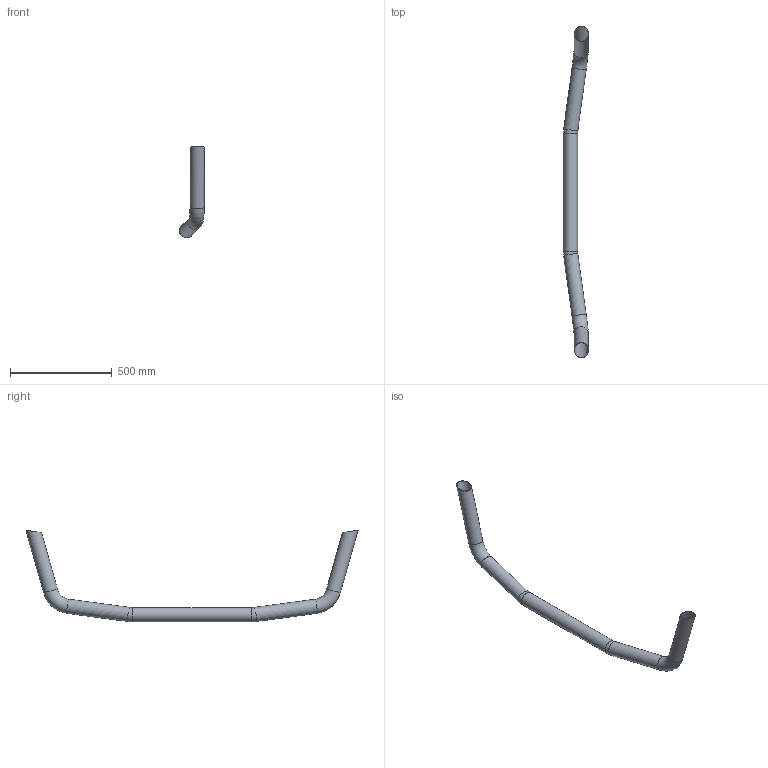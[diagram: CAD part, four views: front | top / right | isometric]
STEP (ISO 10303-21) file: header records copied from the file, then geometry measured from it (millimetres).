
FILE_DESCRIPTION(/* description */ (''),/* implementation_level */ '2;1');
FILE_NAME(/* name */ '20250527 - DAF NGD-Grill_bar_Design-4 Sample D70 R105 AYRIK.stp',/* time_stamp */ '2025-09-30T17:07:30+03:00',/* author */ ('AR-GE 1'),/* organization */ (''),/* preprocessor_version */ 'ST-DEVELOPER v20',/* originating_system */ 'Autodesk Inventor 2025',/* authorisation */ '');
FILE_SCHEMA (('CONFIG_CONTROL_DESIGN'));
Length unit declared in the file: millimetre
Products named in the file (1): 20250527 - DAF NGD-Grill_bar_Design-4 Sample D70 R105
Bounding box: 123.58 x 1631.66 x 450.45 mm (x, y, z)
Volume: 671424.4 mm3; surface area: 896030.2 mm2
Topology: 1 solids, 1 shells, 22 faces, 72 edges, 48 vertices
Faces by surface type: cylinder 12, torus 8, plane 2
Full cylindrical faces by diameter (mm): 9 x2, 67 x5, 70 x5
Entity records: 1124 total; most frequent: CARTESIAN_POINT 407, DIRECTION 150, ORIENTED_EDGE 144, EDGE_CURVE 72, AXIS2_PLACEMENT_3D 67, VERTEX_POINT 48, CIRCLE 40, EDGE_LOOP 24
